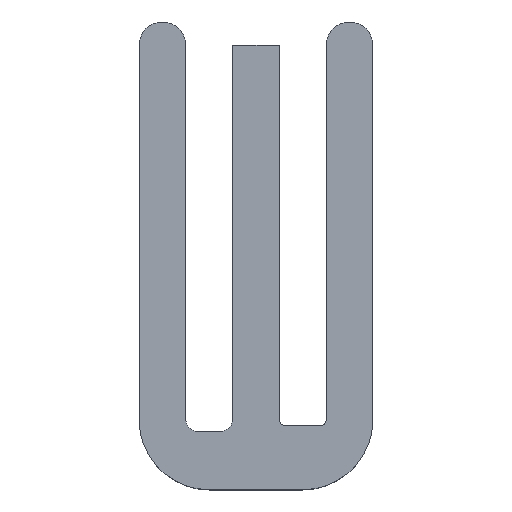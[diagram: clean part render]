
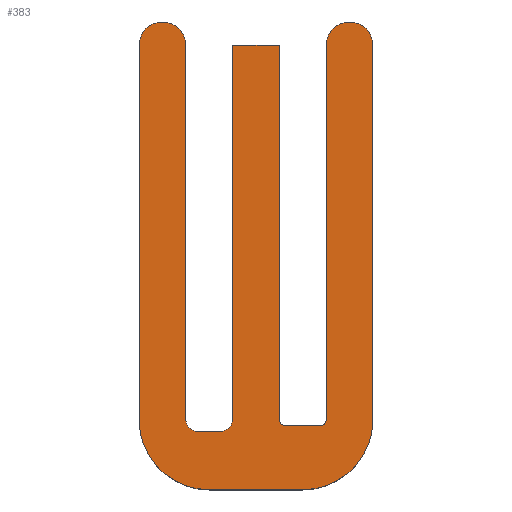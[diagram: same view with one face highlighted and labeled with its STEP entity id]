
A CAD part, top view. The second image highlights one B-rep face of the part: STEP entity #383.
In plain terms, the highlighted planar face has unit normal (0, 0, 1).
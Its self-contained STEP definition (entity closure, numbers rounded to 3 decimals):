
#16=CIRCLE('',#402,10.);
#18=CIRCLE('',#406,5.);
#20=CIRCLE('',#410,5.);
#22=CIRCLE('',#416,2.5);
#24=CIRCLE('',#420,2.5);
#26=CIRCLE('',#424,10.);
#28=CIRCLE('',#428,30.);
#30=CIRCLE('',#432,30.);
#57=FACE_OUTER_BOUND('',#77,.T.);
#77=EDGE_LOOP('',(#317,#318,#319,#320,#321,#322,#323,#324,#325,#326,#327,
#328,#329,#330,#331,#332,#333,#334));
#81=LINE('',#555,#119);
#85=LINE('',#567,#123);
#89=LINE('',#579,#127);
#93=LINE('',#591,#131);
#96=LINE('',#597,#134);
#99=LINE('',#603,#137);
#103=LINE('',#615,#141);
#107=LINE('',#627,#145);
#111=LINE('',#639,#149);
#115=LINE('',#651,#153);
#119=VECTOR('',#441,10.);
#123=VECTOR('',#453,10.);
#127=VECTOR('',#465,10.);
#131=VECTOR('',#477,10.);
#134=VECTOR('',#482,10.);
#137=VECTOR('',#487,10.);
#141=VECTOR('',#499,10.);
#145=VECTOR('',#511,10.);
#149=VECTOR('',#523,10.);
#153=VECTOR('',#535,10.);
#157=VERTEX_POINT('',#552);
#158=VERTEX_POINT('',#554);
#160=VERTEX_POINT('',#560);
#162=VERTEX_POINT('',#566);
#164=VERTEX_POINT('',#572);
#166=VERTEX_POINT('',#578);
#168=VERTEX_POINT('',#584);
#170=VERTEX_POINT('',#590);
#172=VERTEX_POINT('',#596);
#174=VERTEX_POINT('',#602);
#176=VERTEX_POINT('',#608);
#178=VERTEX_POINT('',#614);
#180=VERTEX_POINT('',#620);
#182=VERTEX_POINT('',#626);
#184=VERTEX_POINT('',#632);
#186=VERTEX_POINT('',#638);
#188=VERTEX_POINT('',#644);
#190=VERTEX_POINT('',#650);
#193=EDGE_CURVE('',#158,#157,#81,.T.);
#196=EDGE_CURVE('',#160,#158,#16,.T.);
#199=EDGE_CURVE('',#162,#160,#85,.T.);
#202=EDGE_CURVE('',#164,#162,#18,.T.);
#205=EDGE_CURVE('',#166,#164,#89,.T.);
#208=EDGE_CURVE('',#168,#166,#20,.T.);
#211=EDGE_CURVE('',#170,#168,#93,.T.);
#214=EDGE_CURVE('',#172,#170,#96,.T.);
#217=EDGE_CURVE('',#174,#172,#99,.T.);
#220=EDGE_CURVE('',#176,#174,#22,.T.);
#223=EDGE_CURVE('',#178,#176,#103,.T.);
#226=EDGE_CURVE('',#180,#178,#24,.T.);
#229=EDGE_CURVE('',#182,#180,#107,.T.);
#232=EDGE_CURVE('',#184,#182,#26,.T.);
#235=EDGE_CURVE('',#186,#184,#111,.T.);
#238=EDGE_CURVE('',#188,#186,#28,.T.);
#241=EDGE_CURVE('',#190,#188,#115,.T.);
#244=EDGE_CURVE('',#157,#190,#30,.T.);
#317=ORIENTED_EDGE('',*,*,#244,.T.);
#318=ORIENTED_EDGE('',*,*,#241,.T.);
#319=ORIENTED_EDGE('',*,*,#238,.T.);
#320=ORIENTED_EDGE('',*,*,#235,.T.);
#321=ORIENTED_EDGE('',*,*,#232,.T.);
#322=ORIENTED_EDGE('',*,*,#229,.T.);
#323=ORIENTED_EDGE('',*,*,#226,.T.);
#324=ORIENTED_EDGE('',*,*,#223,.T.);
#325=ORIENTED_EDGE('',*,*,#220,.T.);
#326=ORIENTED_EDGE('',*,*,#217,.T.);
#327=ORIENTED_EDGE('',*,*,#214,.T.);
#328=ORIENTED_EDGE('',*,*,#211,.T.);
#329=ORIENTED_EDGE('',*,*,#208,.T.);
#330=ORIENTED_EDGE('',*,*,#205,.T.);
#331=ORIENTED_EDGE('',*,*,#202,.T.);
#332=ORIENTED_EDGE('',*,*,#199,.T.);
#333=ORIENTED_EDGE('',*,*,#196,.T.);
#334=ORIENTED_EDGE('',*,*,#193,.T.);
#363=PLANE('',#433);
#383=ADVANCED_FACE('',(#57),#363,.T.);
#402=AXIS2_PLACEMENT_3D('',#561,#447,#448);
#406=AXIS2_PLACEMENT_3D('',#573,#459,#460);
#410=AXIS2_PLACEMENT_3D('',#585,#471,#472);
#416=AXIS2_PLACEMENT_3D('',#609,#493,#494);
#420=AXIS2_PLACEMENT_3D('',#621,#505,#506);
#424=AXIS2_PLACEMENT_3D('',#633,#517,#518);
#428=AXIS2_PLACEMENT_3D('',#645,#529,#530);
#432=AXIS2_PLACEMENT_3D('',#655,#541,#542);
#433=AXIS2_PLACEMENT_3D('',#656,#543,#544);
#441=DIRECTION('',(0.,-1.,0.));
#447=DIRECTION('center_axis',(0.,0.,1.));
#448=DIRECTION('ref_axis',(1.,0.,0.));
#453=DIRECTION('',(0.,1.,0.));
#459=DIRECTION('center_axis',(0.,0.,-1.));
#460=DIRECTION('ref_axis',(-1.,0.,0.));
#465=DIRECTION('',(-1.,0.,0.));
#471=DIRECTION('center_axis',(0.,0.,-1.));
#472=DIRECTION('ref_axis',(0.,-1.,0.));
#477=DIRECTION('',(0.,-1.,0.));
#482=DIRECTION('',(-1.,0.,0.));
#487=DIRECTION('',(0.,1.,0.));
#493=DIRECTION('center_axis',(0.,0.,-1.));
#494=DIRECTION('ref_axis',(-1.,0.,0.));
#499=DIRECTION('',(-1.,0.,0.));
#505=DIRECTION('center_axis',(0.,0.,-1.));
#506=DIRECTION('ref_axis',(0.,-1.,0.));
#511=DIRECTION('',(0.,-1.,0.));
#517=DIRECTION('center_axis',(0.,0.,1.));
#518=DIRECTION('ref_axis',(1.,0.,0.));
#523=DIRECTION('',(0.,1.,0.));
#529=DIRECTION('center_axis',(0.,0.,1.));
#530=DIRECTION('ref_axis',(0.,-1.,0.));
#535=DIRECTION('',(1.,0.,0.));
#541=DIRECTION('center_axis',(0.,0.,1.));
#542=DIRECTION('ref_axis',(-1.,0.,0.));
#543=DIRECTION('center_axis',(0.,0.,1.));
#544=DIRECTION('ref_axis',(1.,0.,0.));
#552=CARTESIAN_POINT('',(52.801,30.,50.));
#554=CARTESIAN_POINT('',(52.801,190.,50.));
#555=CARTESIAN_POINT('',(52.801,30.,50.));
#560=CARTESIAN_POINT('',(72.801,190.,50.));
#561=CARTESIAN_POINT('Origin',(62.801,190.,50.));
#566=CARTESIAN_POINT('',(72.801,30.,50.));
#567=CARTESIAN_POINT('',(72.801,190.,50.));
#572=CARTESIAN_POINT('',(77.801,25.,50.));
#573=CARTESIAN_POINT('Origin',(77.801,30.,50.));
#578=CARTESIAN_POINT('',(87.801,25.,50.));
#579=CARTESIAN_POINT('',(77.801,25.,50.));
#584=CARTESIAN_POINT('',(92.801,30.,50.));
#585=CARTESIAN_POINT('Origin',(87.801,30.,50.));
#590=CARTESIAN_POINT('',(92.801,190.,50.));
#591=CARTESIAN_POINT('',(92.801,190.,50.));
#596=CARTESIAN_POINT('',(112.801,190.,50.));
#597=CARTESIAN_POINT('',(92.801,190.,50.));
#602=CARTESIAN_POINT('',(112.801,30.,50.));
#603=CARTESIAN_POINT('',(112.801,190.,50.));
#608=CARTESIAN_POINT('',(115.301,27.5,50.));
#609=CARTESIAN_POINT('Origin',(115.301,30.,50.));
#614=CARTESIAN_POINT('',(130.301,27.5,50.));
#615=CARTESIAN_POINT('',(115.301,27.5,50.));
#620=CARTESIAN_POINT('',(132.801,30.,50.));
#621=CARTESIAN_POINT('Origin',(130.301,30.,50.));
#626=CARTESIAN_POINT('',(132.801,190.,50.));
#627=CARTESIAN_POINT('',(132.801,190.,50.));
#632=CARTESIAN_POINT('',(152.801,190.,50.));
#633=CARTESIAN_POINT('Origin',(142.801,190.,50.));
#638=CARTESIAN_POINT('',(152.801,30.,50.));
#639=CARTESIAN_POINT('',(152.801,190.,50.));
#644=CARTESIAN_POINT('',(122.801,0.,50.));
#645=CARTESIAN_POINT('Origin',(122.801,30.,50.));
#650=CARTESIAN_POINT('',(82.801,0.,50.));
#651=CARTESIAN_POINT('',(82.801,0.,50.));
#655=CARTESIAN_POINT('Origin',(82.801,30.,50.));
#656=CARTESIAN_POINT('Origin',(102.801,100.,50.));
